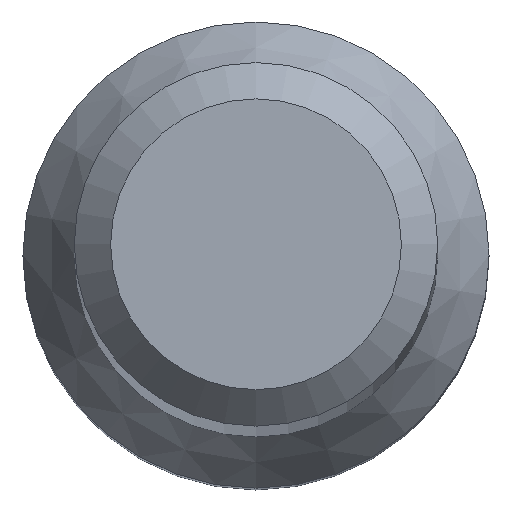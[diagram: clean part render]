
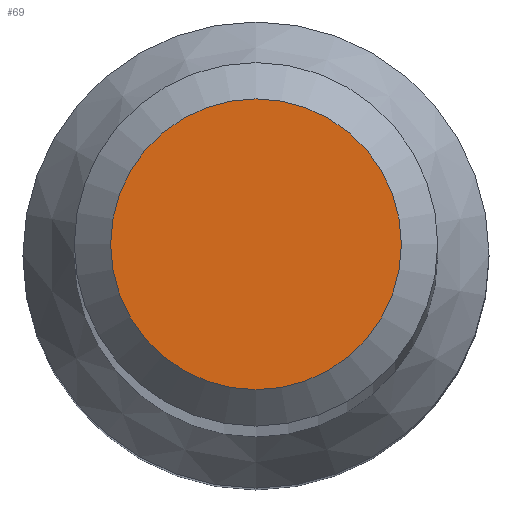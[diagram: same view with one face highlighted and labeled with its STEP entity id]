
A CAD part, top view. The second image highlights one B-rep face of the part: STEP entity #69.
In plain terms, the highlighted planar face has unit normal (0, 0, 1).
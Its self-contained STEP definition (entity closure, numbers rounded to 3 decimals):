
#11 = EDGE_CURVE ( 'NONE', #89, #89, #195, .T. ) ;
#40 = EDGE_LOOP ( 'NONE', ( #128 ) ) ;
#41 = AXIS2_PLACEMENT_3D ( 'NONE', #220, #150, #189 ) ;
#51 = CARTESIAN_POINT ( 'NONE',  ( 0., 0., 80. ) ) ;
#67 = PLANE ( 'NONE',  #218 ) ;
#69 = ADVANCED_FACE ( 'NONE', ( #123 ), #67, .F. ) ;
#89 = VERTEX_POINT ( 'NONE', #176 ) ;
#103 = DIRECTION ( 'NONE',  ( 0., 0., -1. ) ) ;
#123 = FACE_OUTER_BOUND ( 'NONE', #40, .T. ) ;
#128 = ORIENTED_EDGE ( 'NONE', *, *, #11, .F. ) ;
#150 = DIRECTION ( 'NONE',  ( 0., 0., -1. ) ) ;
#155 = DIRECTION ( 'NONE',  ( 0., 1., 0. ) ) ;
#176 = CARTESIAN_POINT ( 'NONE',  ( 0., 1.6, 80. ) ) ;
#189 = DIRECTION ( 'NONE',  ( 0., 1., 0. ) ) ;
#195 = CIRCLE ( 'NONE', #41, 1.6 ) ;
#218 = AXIS2_PLACEMENT_3D ( 'NONE', #51, #103, #155 ) ;
#220 = CARTESIAN_POINT ( 'NONE',  ( 0., 0., 80. ) ) ;
